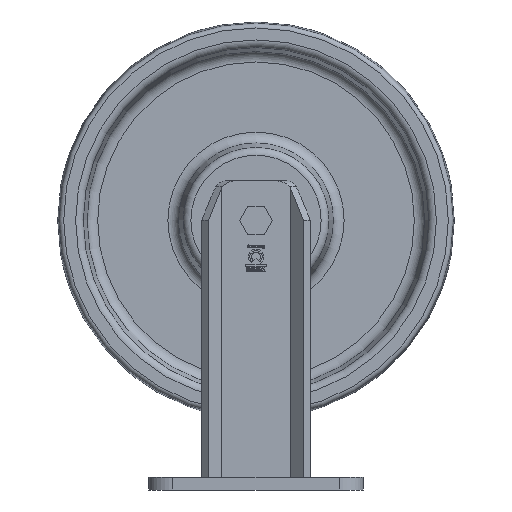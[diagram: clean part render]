
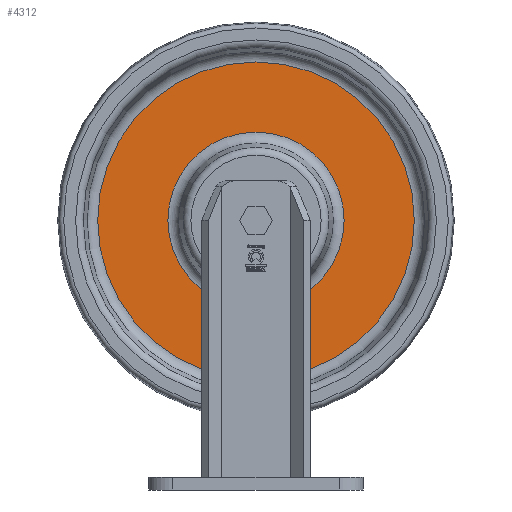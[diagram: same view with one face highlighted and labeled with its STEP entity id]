
A CAD part, left-side view. The second image highlights one B-rep face of the part: STEP entity #4312.
In plain terms, the highlighted planar face has unit normal (-1, 0, 0).
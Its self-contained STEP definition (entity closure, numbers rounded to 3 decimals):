
#659=PLANE('',#11670);
#1236=FACE_OUTER_BOUND('',#5226,.T.);
#4312=ADVANCED_FACE('',(#4501,#1236),#659,.T.);
#4501=FACE_BOUND('',#5225,.T.);
#5225=EDGE_LOOP('',(#8363));
#5226=EDGE_LOOP('',(#8364));
#8363=ORIENTED_EDGE('',*,*,#11044,.F.);
#8364=ORIENTED_EDGE('',*,*,#11041,.F.);
#9472=VERTEX_POINT('',#20883);
#9475=VERTEX_POINT('',#20890);
#11041=EDGE_CURVE('',#9472,#9472,#11160,.T.);
#11044=EDGE_CURVE('',#9475,#9475,#11163,.T.);
#11160=CIRCLE('',#11657,99.807);
#11163=CIRCLE('',#11661,55.559);
#11657=AXIS2_PLACEMENT_3D('',#20882,#13484,#13485);
#11661=AXIS2_PLACEMENT_3D('',#20889,#13492,#13493);
#11670=AXIS2_PLACEMENT_3D('',#20903,#13510,#13511);
#13484=DIRECTION('',(1.,0.,0.));
#13485=DIRECTION('',(0.,0.,-1.));
#13492=DIRECTION('',(-1.,0.,0.));
#13493=DIRECTION('',(0.,0.,-1.));
#13510=DIRECTION('',(-1.,0.,0.));
#13511=DIRECTION('',(0.,0.,-1.));
#20882=CARTESIAN_POINT('',(-8.5,0.,0.));
#20883=CARTESIAN_POINT('',(-8.5,0.,-99.807));
#20889=CARTESIAN_POINT('',(-8.5,0.,0.));
#20890=CARTESIAN_POINT('',(-8.5,0.,-55.559));
#20903=CARTESIAN_POINT('',(-8.5,105.,0.));
